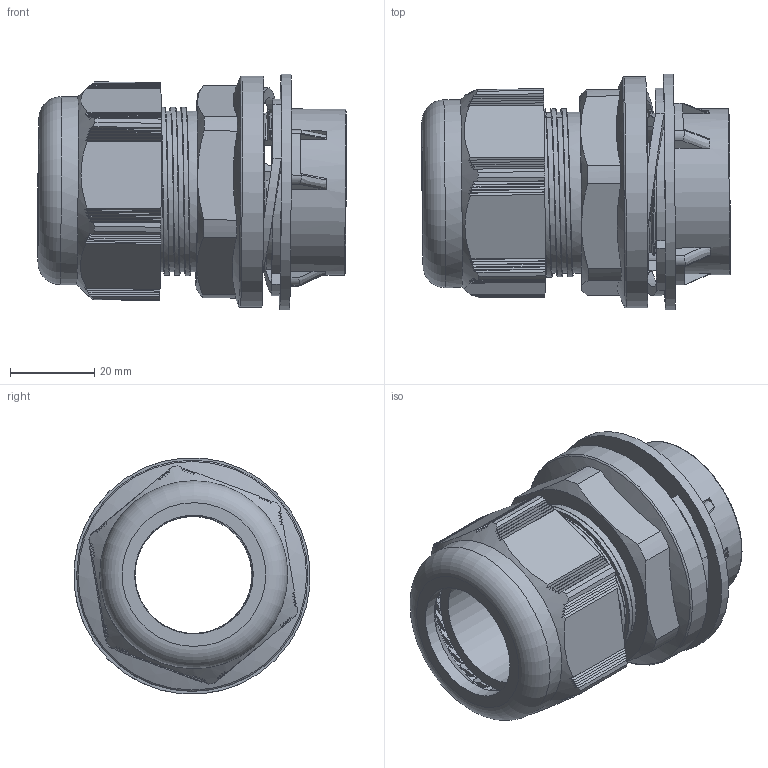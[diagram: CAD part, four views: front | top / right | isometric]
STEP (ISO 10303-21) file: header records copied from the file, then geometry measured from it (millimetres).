
FILE_DESCRIPTION(/* description */ ('Front-Fix M 40'),/* implementation_level */ '2;1');
FILE_NAME(/* name */ 'FRONTFIX1140-RST.stp',/* time_stamp */ '2019-10-08T14:52:41+02:00',/* author */ ('sl'),/* organization */ (''),/* preprocessor_version */ 'ST-DEVELOPER v16.5',/* originating_system */ 'Autodesk Inventor 2017',/* authorisation */ '');
FILE_SCHEMA (('AUTOMOTIVE_DESIGN { 1 0 10303 214 3 1 1 }'));
Length unit declared in the file: millimetre
Products named in the file (8): FRONTFIX1140; FRONTFIX1140_1; FRONZFIX1140; FRONTFIX1140_2; FRONTFIX1140_3; FRONTFIX1140_4; FRONTFIX1140_5; FRONTFIX140
Assembly tree (7 placements, depth 2):
  FRONTFIX1140
    FRONTFIX1140_1
    FRONZFIX1140
    FRONTFIX1140_2
    FRONTFIX1140_3
    FRONTFIX1140_4
    FRONTFIX1140_5
    FRONTFIX140
Bounding box: 73.41 x 56.13 x 56.13 mm (x, y, z)
Volume: 55484.6 mm3; surface area: 49630.1 mm2
Topology: 7 solids, 7 shells, 562 faces, 1590 edges, 1042 vertices
Faces by surface type: plane 337, cylinder 127, bspline 45, torus 31, cone 22
Full cylindrical faces by diameter (mm): 27.88 x1, 28.25 x1, 28.29 x1, 28.6 x1, 30.96 x1, 31.25 x1, 32.25 x1, 32.55 x1, 33.08 x1, 33.54 x1, 34.07 x1, 36 x1, 37.54 x4, 38.3 x6, 38.672 x7, 39.55 x1, 39.892 x5, 40 x1, 40.422 x7, 44.7 x1, 47.892 x1, 50.72 x1, 55 x1, 56.3 x1
Entity records: 24464 total; most frequent: CARTESIAN_POINT 10922, ORIENTED_EDGE 2912, DIRECTION 2657, EDGE_CURVE 1456, VERTEX_POINT 975, AXIS2_PLACEMENT_3D 948, LINE 761, VECTOR 761
